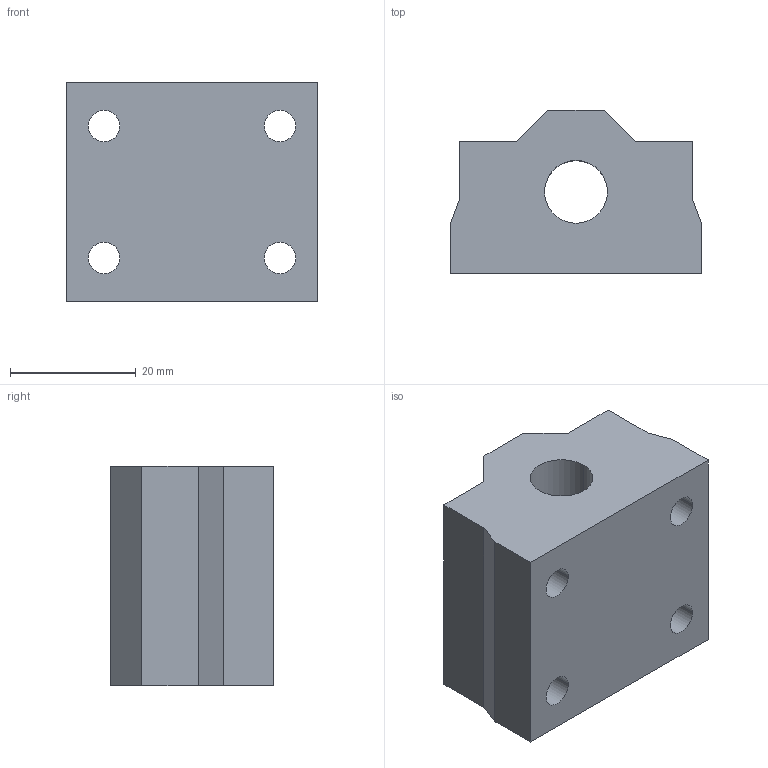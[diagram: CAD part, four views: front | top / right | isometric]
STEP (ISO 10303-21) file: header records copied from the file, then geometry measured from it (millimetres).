
FILE_DESCRIPTION((''),'2;1');
FILE_NAME('LINEARLAGER_ETSCS10UU','2013-08-28T',('malandgraf'),(''),'PRO/ENGINEER BY PARAMETRIC TECHNOLOGY CORPORATION, 2012360','PRO/ENGINEER BY PARAMETRIC TECHNOLOGY CORPORATION, 2012360','');
FILE_SCHEMA(('CONFIG_CONTROL_DESIGN'));
Length unit declared in the file: millimetre
Products named in the file (1): LINEARLAGER_ETSCS10UU
Bounding box: 40 x 26 x 35 mm (x, y, z)
Volume: 26296.8 mm3; surface area: 8187.9 mm2
Topology: 1 solids, 1 shells, 24 faces, 71 edges, 54 vertices
Faces by surface type: plane 14, cylinder 10
Entity records: 862 total; most frequent: DIRECTION 141, CARTESIAN_POINT 140, ORIENTED_EDGE 132, EDGE_CURVE 66, VECTOR 51, LINE 51, AXIS2_PLACEMENT_3D 45, VERTEX_POINT 44
